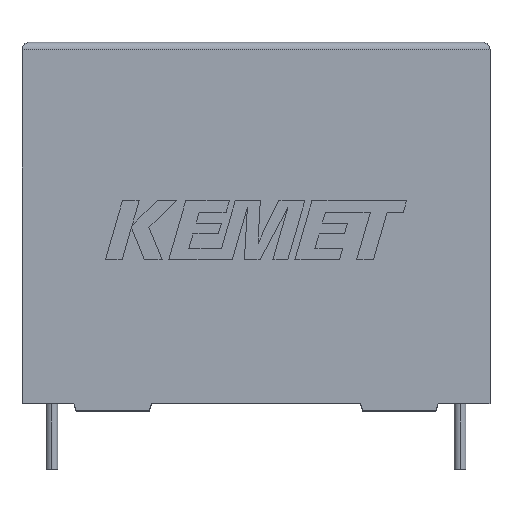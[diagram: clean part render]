
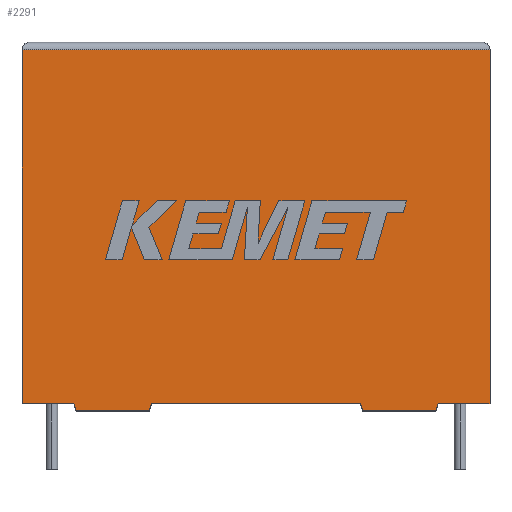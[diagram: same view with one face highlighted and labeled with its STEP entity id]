
A CAD part, top view. The second image highlights one B-rep face of the part: STEP entity #2291.
In plain terms, the highlighted planar face has unit normal (0, 0, 1).
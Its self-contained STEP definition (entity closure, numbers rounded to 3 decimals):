
#69 = DIRECTION ( 'NONE',  ( 1., 0., 0. ) ) ;
#84 = ORIENTED_EDGE ( 'NONE', *, *, #726, .F. ) ;
#113 = CARTESIAN_POINT ( 'NONE',  ( 23.15, 0., 13.3 ) ) ;
#119 = EDGE_CURVE ( 'NONE', #1323, #2518, #2202, .T. ) ;
#132 = VECTOR ( 'NONE', #2771, 1000. ) ;
#249 = VERTEX_POINT ( 'NONE', #2210 ) ;
#259 = CARTESIAN_POINT ( 'NONE',  ( 28.45, 0., 13.3 ) ) ;
#261 = EDGE_CURVE ( 'NONE', #655, #808, #1822, .T. ) ;
#378 = CARTESIAN_POINT ( 'NONE',  ( 28.3, -0.5, 13.3 ) ) ;
#430 = VERTEX_POINT ( 'NONE', #2339 ) ;
#444 = ORIENTED_EDGE ( 'NONE', *, *, #492, .T. ) ;
#454 = DIRECTION ( 'NONE',  ( 1., 0., 0. ) ) ;
#478 = ORIENTED_EDGE ( 'NONE', *, *, #1394, .T. ) ;
#492 = EDGE_CURVE ( 'NONE', #1187, #2657, #2598, .T. ) ;
#506 = VERTEX_POINT ( 'NONE', #113 ) ;
#530 = DIRECTION ( 'NONE',  ( 0., 0., -1. ) ) ;
#531 = FACE_OUTER_BOUND ( 'NONE', #2810, .T. ) ;
#559 = CARTESIAN_POINT ( 'NONE',  ( 0., 24.2, 13.3 ) ) ;
#655 = VERTEX_POINT ( 'NONE', #1062 ) ;
#656 = DIRECTION ( 'NONE',  ( 0.287, 0.958, 0. ) ) ;
#724 = LINE ( 'NONE', #1319, #1325 ) ;
#726 = EDGE_CURVE ( 'NONE', #2626, #506, #975, .T. ) ;
#806 = DIRECTION ( 'NONE',  ( -1., 0., 0. ) ) ;
#808 = VERTEX_POINT ( 'NONE', #2589 ) ;
#811 = DIRECTION ( 'NONE',  ( -1., 0., 0. ) ) ;
#848 = EDGE_CURVE ( 'NONE', #1596, #1323, #1755, .T. ) ;
#862 = EDGE_CURVE ( 'NONE', #2657, #249, #1570, .T. ) ;
#916 = VECTOR ( 'NONE', #2279, 1000. ) ;
#926 = ORIENTED_EDGE ( 'NONE', *, *, #848, .T. ) ;
#948 = DIRECTION ( 'NONE',  ( -1., 0., 0. ) ) ;
#975 = LINE ( 'NONE', #2845, #2654 ) ;
#1050 = LINE ( 'NONE', #2692, #2255 ) ;
#1062 = CARTESIAN_POINT ( 'NONE',  ( 28.45, 0., 13.3 ) ) ;
#1063 = CARTESIAN_POINT ( 'NONE',  ( 3.7, -0.5, 13.3 ) ) ;
#1187 = VERTEX_POINT ( 'NONE', #1900 ) ;
#1305 = EDGE_CURVE ( 'NONE', #655, #2472, #2480, .T. ) ;
#1306 = EDGE_CURVE ( 'NONE', #808, #430, #3152, .T. ) ;
#1319 = CARTESIAN_POINT ( 'NONE',  ( 3.55, 0., 13.3 ) ) ;
#1323 = VERTEX_POINT ( 'NONE', #2083 ) ;
#1325 = VECTOR ( 'NONE', #2304, 1000. ) ;
#1371 = EDGE_CURVE ( 'NONE', #430, #1596, #2726, .T. ) ;
#1389 = DIRECTION ( 'NONE',  ( 0., -1., 0. ) ) ;
#1394 = EDGE_CURVE ( 'NONE', #2518, #1187, #724, .T. ) ;
#1468 = ORIENTED_EDGE ( 'NONE', *, *, #3098, .T. ) ;
#1497 = VECTOR ( 'NONE', #948, 1000. ) ;
#1499 = DIRECTION ( 'NONE',  ( 0., 1., 0. ) ) ;
#1520 = CARTESIAN_POINT ( 'NONE',  ( 0., 0., 13.3 ) ) ;
#1532 = CARTESIAN_POINT ( 'NONE',  ( 0., 24.2, 13.3 ) ) ;
#1570 = LINE ( 'NONE', #2150, #1951 ) ;
#1579 = CARTESIAN_POINT ( 'NONE',  ( 0., 0., 13.3 ) ) ;
#1596 = VERTEX_POINT ( 'NONE', #1532 ) ;
#1755 = LINE ( 'NONE', #2869, #2369 ) ;
#1822 = LINE ( 'NONE', #1520, #916 ) ;
#1900 = CARTESIAN_POINT ( 'NONE',  ( 3.7, -0.5, 13.3 ) ) ;
#1951 = VECTOR ( 'NONE', #656, 1000. ) ;
#1985 = VECTOR ( 'NONE', #806, 1000. ) ;
#2083 = CARTESIAN_POINT ( 'NONE',  ( 0., 0., 13.3 ) ) ;
#2085 = ORIENTED_EDGE ( 'NONE', *, *, #862, .T. ) ;
#2150 = CARTESIAN_POINT ( 'NONE',  ( 8.7, -0.5, 13.3 ) ) ;
#2181 = AXIS2_PLACEMENT_3D ( 'NONE', #1579, #530, #811 ) ;
#2193 = CARTESIAN_POINT ( 'NONE',  ( 8.7, -0.5, 13.3 ) ) ;
#2202 = LINE ( 'NONE', #2711, #2677 ) ;
#2210 = CARTESIAN_POINT ( 'NONE',  ( 8.85, 0., 13.3 ) ) ;
#2255 = VECTOR ( 'NONE', #2915, 1000. ) ;
#2277 = CARTESIAN_POINT ( 'NONE',  ( 28.3, -0.5, 13.3 ) ) ;
#2279 = DIRECTION ( 'NONE',  ( 1., 0., 0. ) ) ;
#2291 = ADVANCED_FACE ( 'NONE', ( #531 ), #3050, .F. ) ;
#2304 = DIRECTION ( 'NONE',  ( 0.287, -0.958, 0. ) ) ;
#2321 = ORIENTED_EDGE ( 'NONE', *, *, #119, .T. ) ;
#2339 = CARTESIAN_POINT ( 'NONE',  ( 32., 24.2, 13.3 ) ) ;
#2369 = VECTOR ( 'NONE', #1389, 1000. ) ;
#2472 = VERTEX_POINT ( 'NONE', #378 ) ;
#2478 = VECTOR ( 'NONE', #69, 1000. ) ;
#2480 = LINE ( 'NONE', #259, #132 ) ;
#2490 = CARTESIAN_POINT ( 'NONE',  ( 3.55, 0., 13.3 ) ) ;
#2491 = ORIENTED_EDGE ( 'NONE', *, *, #261, .T. ) ;
#2499 = ORIENTED_EDGE ( 'NONE', *, *, #1305, .F. ) ;
#2518 = VERTEX_POINT ( 'NONE', #2490 ) ;
#2589 = CARTESIAN_POINT ( 'NONE',  ( 32., 0., 13.3 ) ) ;
#2590 = EDGE_CURVE ( 'NONE', #2472, #2626, #2728, .T. ) ;
#2598 = LINE ( 'NONE', #1063, #2478 ) ;
#2623 = ORIENTED_EDGE ( 'NONE', *, *, #1371, .T. ) ;
#2626 = VERTEX_POINT ( 'NONE', #3176 ) ;
#2641 = VECTOR ( 'NONE', #1499, 1000. ) ;
#2654 = VECTOR ( 'NONE', #2832, 1000. ) ;
#2657 = VERTEX_POINT ( 'NONE', #2193 ) ;
#2677 = VECTOR ( 'NONE', #454, 1000. ) ;
#2692 = CARTESIAN_POINT ( 'NONE',  ( 0., 0., 13.3 ) ) ;
#2711 = CARTESIAN_POINT ( 'NONE',  ( 0., 0., 13.3 ) ) ;
#2721 = CARTESIAN_POINT ( 'NONE',  ( 32., 0., 13.3 ) ) ;
#2726 = LINE ( 'NONE', #559, #1985 ) ;
#2728 = LINE ( 'NONE', #2277, #1497 ) ;
#2771 = DIRECTION ( 'NONE',  ( -0.287, -0.958, 0. ) ) ;
#2810 = EDGE_LOOP ( 'NONE', ( #2941, #2623, #926, #2321, #478, #444, #2085, #1468, #84, #2995, #2499, #2491 ) ) ;
#2832 = DIRECTION ( 'NONE',  ( -0.287, 0.958, 0. ) ) ;
#2845 = CARTESIAN_POINT ( 'NONE',  ( 23.3, -0.5, 13.3 ) ) ;
#2869 = CARTESIAN_POINT ( 'NONE',  ( 0., 0., 13.3 ) ) ;
#2915 = DIRECTION ( 'NONE',  ( 1., 0., 0. ) ) ;
#2941 = ORIENTED_EDGE ( 'NONE', *, *, #1306, .T. ) ;
#2995 = ORIENTED_EDGE ( 'NONE', *, *, #2590, .F. ) ;
#3050 = PLANE ( 'NONE',  #2181 ) ;
#3098 = EDGE_CURVE ( 'NONE', #249, #506, #1050, .T. ) ;
#3152 = LINE ( 'NONE', #2721, #2641 ) ;
#3176 = CARTESIAN_POINT ( 'NONE',  ( 23.3, -0.5, 13.3 ) ) ;
